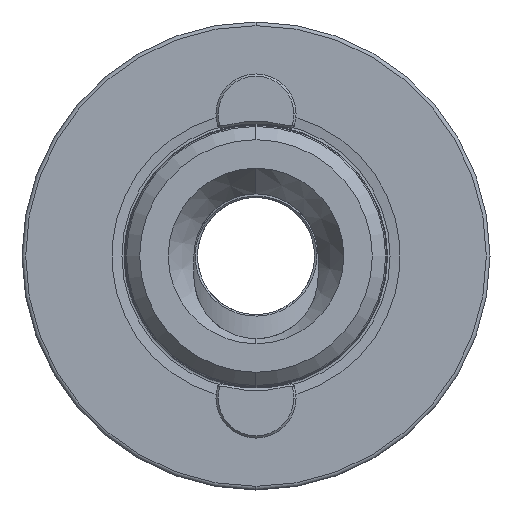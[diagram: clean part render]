
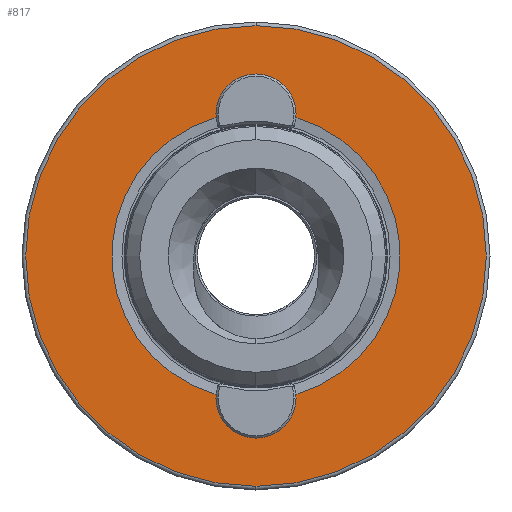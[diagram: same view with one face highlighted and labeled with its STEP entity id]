
A CAD part, left-side view. The second image highlights one B-rep face of the part: STEP entity #817.
In plain terms, the highlighted planar face has unit normal (-1, 0, 0).
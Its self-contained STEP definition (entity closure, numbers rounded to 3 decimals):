
#266 = CARTESIAN_POINT ( 'NONE',  ( 0., 0., 21.5 ) ) ;
#543 = CARTESIAN_POINT ( 'NONE',  ( 0., 0., 0. ) ) ;
#817 = ADVANCED_FACE ( 'NONE', ( #25066, #32698 ), #10704, .F. ) ;
#1092 = CIRCLE ( 'NONE', #16510, 19.715 ) ;
#1780 = DIRECTION ( 'NONE',  ( -1., 0., 0. ) ) ;
#2116 = VERTEX_POINT ( 'NONE', #25204 ) ;
#2150 = CIRCLE ( 'NONE', #41044, 19.715 ) ;
#2156 = AXIS2_PLACEMENT_3D ( 'NONE', #32156, #12684, #35461 ) ;
#3255 = CARTESIAN_POINT ( 'NONE',  ( 0., 0., -21.5 ) ) ;
#3531 = DIRECTION ( 'NONE',  ( 0., 0., 1. ) ) ;
#4290 = ORIENTED_EDGE ( 'NONE', *, *, #41043, .F. ) ;
#5871 = AXIS2_PLACEMENT_3D ( 'NONE', #34632, #15144, #37955 ) ;
#6173 = VERTEX_POINT ( 'NONE', #14274 ) ;
#6465 = AXIS2_PLACEMENT_3D ( 'NONE', #38754, #13918, #10169 ) ;
#6495 = DIRECTION ( 'NONE',  ( 0., 0., 1. ) ) ;
#6956 = EDGE_CURVE ( 'NONE', #10485, #22723, #1092, .T. ) ;
#8789 = ORIENTED_EDGE ( 'NONE', *, *, #6956, .F. ) ;
#8889 = CARTESIAN_POINT ( 'NONE',  ( 0., 0., -24.5 ) ) ;
#9004 = CARTESIAN_POINT ( 'NONE',  ( 0., 19.715, 0. ) ) ;
#9638 = DIRECTION ( 'NONE',  ( -1., 0., 0. ) ) ;
#9982 = EDGE_CURVE ( 'NONE', #6173, #30215, #25932, .T. ) ;
#10030 = VERTEX_POINT ( 'NONE', #31123 ) ;
#10169 = DIRECTION ( 'NONE',  ( 0., 0., 1. ) ) ;
#10485 = VERTEX_POINT ( 'NONE', #13115 ) ;
#10704 = PLANE ( 'NONE',  #28086 ) ;
#11680 = EDGE_CURVE ( 'NONE', #30215, #6173, #41729, .T. ) ;
#12187 = AXIS2_PLACEMENT_3D ( 'NONE', #543, #23232, #30562 ) ;
#12684 = DIRECTION ( 'NONE',  ( -1., 0., 0. ) ) ;
#12720 = DIRECTION ( 'NONE',  ( 0., 0., -1. ) ) ;
#13115 = CARTESIAN_POINT ( 'NONE',  ( 0., 2.305, 19.58 ) ) ;
#13382 = ORIENTED_EDGE ( 'NONE', *, *, #9982, .T. ) ;
#13798 = VERTEX_POINT ( 'NONE', #8889 ) ;
#13918 = DIRECTION ( 'NONE',  ( -1., 0., 0. ) ) ;
#14274 = CARTESIAN_POINT ( 'NONE',  ( 0., 0., -31.5 ) ) ;
#14746 = CARTESIAN_POINT ( 'NONE',  ( 0., 0., 0. ) ) ;
#15144 = DIRECTION ( 'NONE',  ( -1., 0., 0. ) ) ;
#15294 = AXIS2_PLACEMENT_3D ( 'NONE', #3255, #26078, #6495 ) ;
#16510 = AXIS2_PLACEMENT_3D ( 'NONE', #14746, #9638, #40059 ) ;
#16626 = CARTESIAN_POINT ( 'NONE',  ( 0., 2.305, -19.58 ) ) ;
#17385 = EDGE_CURVE ( 'NONE', #10030, #2116, #2150, .T. ) ;
#17472 = CIRCLE ( 'NONE', #38253, 3. ) ;
#20193 = ORIENTED_EDGE ( 'NONE', *, *, #11680, .T. ) ;
#20330 = EDGE_CURVE ( 'NONE', #13798, #10030, #35146, .T. ) ;
#20390 = EDGE_LOOP ( 'NONE', ( #20193, #13382 ) ) ;
#21339 = CARTESIAN_POINT ( 'NONE',  ( 0., 0., 0. ) ) ;
#22259 = EDGE_CURVE ( 'NONE', #34879, #10485, #17472, .T. ) ;
#22723 = VERTEX_POINT ( 'NONE', #16626 ) ;
#23101 = DIRECTION ( 'NONE',  ( -1., 0., 0. ) ) ;
#23232 = DIRECTION ( 'NONE',  ( -1., 0., 0. ) ) ;
#24129 = ORIENTED_EDGE ( 'NONE', *, *, #22259, .F. ) ;
#24612 = DIRECTION ( 'NONE',  ( 0., 0., 1. ) ) ;
#25066 = FACE_BOUND ( 'NONE', #25629, .T. ) ;
#25204 = CARTESIAN_POINT ( 'NONE',  ( 0., -2.305, 19.58 ) ) ;
#25629 = EDGE_LOOP ( 'NONE', ( #40526, #37384, #4290, #8789, #24129, #26122 ) ) ;
#25932 = CIRCLE ( 'NONE', #12187, 31.5 ) ;
#26078 = DIRECTION ( 'NONE',  ( -1., 0., 0. ) ) ;
#26122 = ORIENTED_EDGE ( 'NONE', *, *, #32377, .F. ) ;
#27175 = CIRCLE ( 'NONE', #2156, 3. ) ;
#28086 = AXIS2_PLACEMENT_3D ( 'NONE', #9004, #38327, #12720 ) ;
#30215 = VERTEX_POINT ( 'NONE', #36336 ) ;
#30562 = DIRECTION ( 'NONE',  ( 0., 0., 1. ) ) ;
#31123 = CARTESIAN_POINT ( 'NONE',  ( 0., -2.305, -19.58 ) ) ;
#32156 = CARTESIAN_POINT ( 'NONE',  ( 0., 0., 21.5 ) ) ;
#32377 = EDGE_CURVE ( 'NONE', #2116, #34879, #27175, .T. ) ;
#32698 = FACE_OUTER_BOUND ( 'NONE', #20390, .T. ) ;
#33413 = CARTESIAN_POINT ( 'NONE',  ( 0., 0., 24.5 ) ) ;
#34632 = CARTESIAN_POINT ( 'NONE',  ( 0., 0., -21.5 ) ) ;
#34879 = VERTEX_POINT ( 'NONE', #33413 ) ;
#35146 = CIRCLE ( 'NONE', #15294, 3. ) ;
#35461 = DIRECTION ( 'NONE',  ( 0., 0., 1. ) ) ;
#36336 = CARTESIAN_POINT ( 'NONE',  ( 0., 0., 31.5 ) ) ;
#37384 = ORIENTED_EDGE ( 'NONE', *, *, #20330, .F. ) ;
#37955 = DIRECTION ( 'NONE',  ( 0., 0., 1. ) ) ;
#38253 = AXIS2_PLACEMENT_3D ( 'NONE', #266, #23101, #3531 ) ;
#38327 = DIRECTION ( 'NONE',  ( 1., 0., 0. ) ) ;
#38754 = CARTESIAN_POINT ( 'NONE',  ( 0., 0., 0. ) ) ;
#38773 = CIRCLE ( 'NONE', #5871, 3. ) ;
#40059 = DIRECTION ( 'NONE',  ( 0., 0., 1. ) ) ;
#40526 = ORIENTED_EDGE ( 'NONE', *, *, #17385, .F. ) ;
#41043 = EDGE_CURVE ( 'NONE', #22723, #13798, #38773, .T. ) ;
#41044 = AXIS2_PLACEMENT_3D ( 'NONE', #21339, #1780, #24612 ) ;
#41729 = CIRCLE ( 'NONE', #6465, 31.5 ) ;
